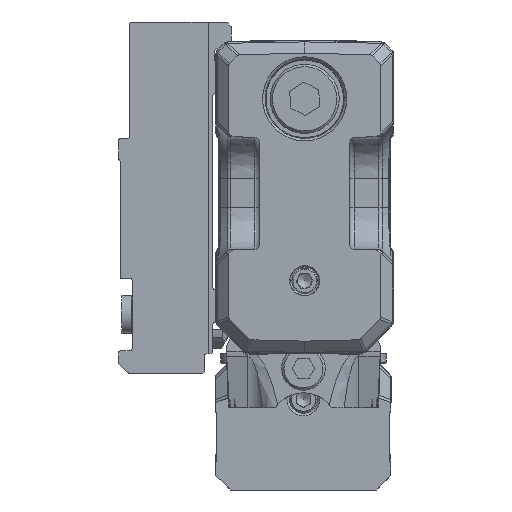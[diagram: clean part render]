
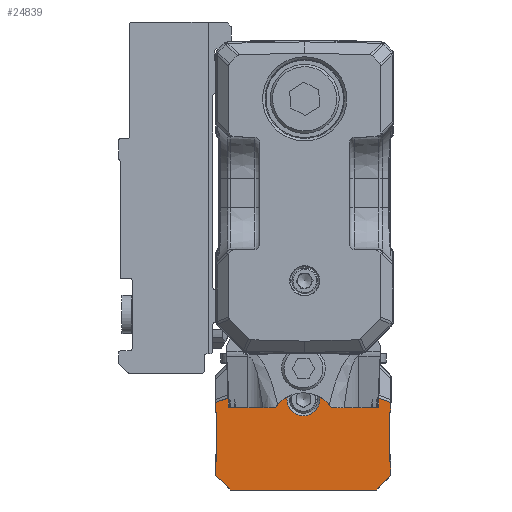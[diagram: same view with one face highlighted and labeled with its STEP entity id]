
A CAD part, front view. The second image highlights one B-rep face of the part: STEP entity #24839.
In plain terms, the highlighted planar face has unit normal (0, -1, 0).
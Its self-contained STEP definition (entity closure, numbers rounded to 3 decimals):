
#9644=FACE_BOUND('',#40922,.T.);
#9645=FACE_BOUND('',#40923,.T.);
#24839=ADVANCED_FACE('',(#9644,#9645),#28403,.F.);
#28403=PLANE('',#131299);
#40922=EDGE_LOOP('',(#69108,#69109,#69110,#69111,#69112,#69113,#69114,#69115,
#69116,#69117,#69118,#69119,#69120,#69121,#69122,#69123,#69124,#69125,#69126,
#69127,#69128,#69129));
#40923=EDGE_LOOP('',(#69130));
#69108=ORIENTED_EDGE('',*,*,#97097,.T.);
#69109=ORIENTED_EDGE('',*,*,#94192,.T.);
#69110=ORIENTED_EDGE('',*,*,#94193,.F.);
#69111=ORIENTED_EDGE('',*,*,#94211,.T.);
#69112=ORIENTED_EDGE('',*,*,#97096,.T.);
#69113=ORIENTED_EDGE('',*,*,#96845,.T.);
#69114=ORIENTED_EDGE('',*,*,#94779,.F.);
#69115=ORIENTED_EDGE('',*,*,#96912,.T.);
#69116=ORIENTED_EDGE('',*,*,#97084,.T.);
#69117=ORIENTED_EDGE('',*,*,#94266,.T.);
#69118=ORIENTED_EDGE('',*,*,#94252,.T.);
#69119=ORIENTED_EDGE('',*,*,#94241,.T.);
#69120=ORIENTED_EDGE('',*,*,#94766,.T.);
#69121=ORIENTED_EDGE('',*,*,#96915,.F.);
#69122=ORIENTED_EDGE('',*,*,#96563,.F.);
#69123=ORIENTED_EDGE('',*,*,#96565,.F.);
#69124=ORIENTED_EDGE('',*,*,#96974,.F.);
#69125=ORIENTED_EDGE('',*,*,#94717,.T.);
#69126=ORIENTED_EDGE('',*,*,#96976,.T.);
#69127=ORIENTED_EDGE('',*,*,#96870,.T.);
#69128=ORIENTED_EDGE('',*,*,#96869,.T.);
#69129=ORIENTED_EDGE('',*,*,#96550,.T.);
#69130=ORIENTED_EDGE('',*,*,#94493,.T.);
#80276=VERTEX_POINT('',#209736);
#80277=VERTEX_POINT('',#209738);
#80278=VERTEX_POINT('',#209742);
#80293=VERTEX_POINT('',#209776);
#80314=VERTEX_POINT('',#209833);
#80317=VERTEX_POINT('',#209838);
#80327=VERTEX_POINT('',#209862);
#80336=VERTEX_POINT('',#209886);
#80522=VERTEX_POINT('',#210450);
#80700=VERTEX_POINT('',#210957);
#80701=VERTEX_POINT('',#210959);
#80747=VERTEX_POINT('',#211118);
#80756=VERTEX_POINT('',#211142);
#80757=VERTEX_POINT('',#211144);
#81882=VERTEX_POINT('',#222764);
#81883=VERTEX_POINT('',#222766);
#81889=VERTEX_POINT('',#222787);
#81890=VERTEX_POINT('',#222789);
#81891=VERTEX_POINT('',#222793);
#82009=VERTEX_POINT('',#224473);
#82020=VERTEX_POINT('',#224556);
#82021=VERTEX_POINT('',#224560);
#82035=VERTEX_POINT('',#224715);
#94192=EDGE_CURVE('',#80276,#80277,#106036,.T.);
#94193=EDGE_CURVE('',#80278,#80277,#106037,.T.);
#94211=EDGE_CURVE('',#80278,#80293,#106050,.T.);
#94241=EDGE_CURVE('',#80314,#80317,#106071,.T.);
#94252=EDGE_CURVE('',#80327,#80314,#106077,.T.);
#94266=EDGE_CURVE('',#80336,#80327,#106088,.T.);
#94493=EDGE_CURVE('',#80522,#80522,#119841,.T.);
#94717=EDGE_CURVE('',#80701,#80700,#106300,.T.);
#94766=EDGE_CURVE('',#80317,#80747,#106319,.T.);
#94779=EDGE_CURVE('',#80756,#80757,#106329,.T.);
#96550=EDGE_CURVE('',#81883,#81882,#106957,.T.);
#96563=EDGE_CURVE('',#81890,#81889,#120401,.T.);
#96565=EDGE_CURVE('',#81891,#81890,#106970,.T.);
#96845=EDGE_CURVE('',#82009,#80757,#107118,.T.);
#96869=EDGE_CURVE('',#82020,#81883,#120435,.T.);
#96870=EDGE_CURVE('',#82021,#82020,#107134,.T.);
#96912=EDGE_CURVE('',#80756,#82035,#107168,.T.);
#96915=EDGE_CURVE('',#81889,#80747,#107171,.T.);
#96974=EDGE_CURVE('',#80701,#81891,#120451,.T.);
#96976=EDGE_CURVE('',#80700,#82021,#120452,.T.);
#97084=EDGE_CURVE('',#82035,#80336,#107269,.T.);
#97096=EDGE_CURVE('',#80293,#82009,#107281,.T.);
#97097=EDGE_CURVE('',#81882,#80276,#107282,.T.);
#106036=LINE('',#209739,#115228);
#106037=LINE('',#209741,#115229);
#106050=LINE('',#209777,#115242);
#106071=LINE('',#209839,#115263);
#106077=LINE('',#209861,#115269);
#106088=LINE('',#209889,#115280);
#106300=LINE('',#210958,#115492);
#106319=LINE('',#211119,#115511);
#106329=LINE('',#211143,#115521);
#106957=LINE('',#222765,#116222);
#106970=LINE('',#222794,#116235);
#107118=LINE('',#224475,#116383);
#107134=LINE('',#224559,#116399);
#107168=LINE('',#224716,#116433);
#107171=LINE('',#224722,#116436);
#107269=LINE('',#225389,#116534);
#107281=LINE('',#225419,#116546);
#107282=LINE('',#225422,#116547);
#115228=VECTOR('',#152262,1.);
#115229=VECTOR('',#152265,1.);
#115242=VECTOR('',#152292,1.);
#115263=VECTOR('',#152347,1.);
#115269=VECTOR('',#152367,1.);
#115280=VECTOR('',#152390,1.);
#115492=VECTOR('',#153332,1.);
#115511=VECTOR('',#153393,1.);
#115521=VECTOR('',#153413,1.);
#116222=VECTOR('',#156148,1.);
#116235=VECTOR('',#156175,1.);
#116383=VECTOR('',#156691,1.);
#116399=VECTOR('',#156773,1.);
#116433=VECTOR('',#156863,1.);
#116436=VECTOR('',#156870,1.);
#116534=VECTOR('',#157294,1.);
#116546=VECTOR('',#157342,1.);
#116547=VECTOR('',#157347,1.);
#119841=CIRCLE('',#129641,1.7);
#120401=CIRCLE('',#130866,0.8);
#120435=CIRCLE('',#131083,0.8);
#120451=CIRCLE('',#131175,0.8);
#120452=CIRCLE('',#131179,0.8);
#129641=AXIS2_PLACEMENT_3D('',#210449,#152867,#152868);
#130866=AXIS2_PLACEMENT_3D('',#222790,#156170,#156171);
#131083=AXIS2_PLACEMENT_3D('',#224557,#156769,#156770);
#131175=AXIS2_PLACEMENT_3D('',#225039,#157014,#157015);
#131179=AXIS2_PLACEMENT_3D('',#225044,#157023,#157024);
#131299=AXIS2_PLACEMENT_3D('',#225424,#157350,#157351);
#152262=DIRECTION('',(1.,0.,0.));
#152265=DIRECTION('',(0.,0.,1.));
#152292=DIRECTION('',(-1.,0.,0.));
#152347=DIRECTION('',(1.,0.,0.));
#152367=DIRECTION('',(0.,0.,1.));
#152390=DIRECTION('',(-1.,0.,0.));
#152867=DIRECTION('',(0.,1.,0.));
#152868=DIRECTION('',(-1.,0.,0.));
#153332=DIRECTION('',(-1.,0.,0.));
#153393=DIRECTION('',(0.,0.,1.));
#153413=DIRECTION('',(-1.,0.,0.));
#156148=DIRECTION('',(-0.94,0.,-0.342));
#156170=DIRECTION('',(0.,-1.,0.));
#156171=DIRECTION('',(-1.,0.,0.));
#156175=DIRECTION('',(-0.5,0.,-0.866));
#156691=DIRECTION('',(0.707,0.,-0.707));
#156769=DIRECTION('',(0.,1.,0.));
#156770=DIRECTION('',(-1.,0.,0.));
#156773=DIRECTION('',(0.5,0.,-0.866));
#156863=DIRECTION('',(0.707,0.,0.707));
#156870=DIRECTION('',(0.94,0.,-0.342));
#157014=DIRECTION('',(0.,1.,0.));
#157015=DIRECTION('',(-1.,0.,0.));
#157023=DIRECTION('',(0.,-1.,0.));
#157024=DIRECTION('',(-1.,0.,0.));
#157294=DIRECTION('',(0.,0.,1.));
#157342=DIRECTION('',(0.,0.,-1.));
#157347=DIRECTION('',(0.,0.,-1.));
#157350=DIRECTION('',(0.,1.,0.));
#157351=DIRECTION('',(0.,0.,1.));
#209736=CARTESIAN_POINT('',(-9.,177.5,-38.2));
#209738=CARTESIAN_POINT('',(-8.885,177.5,-38.2));
#209739=CARTESIAN_POINT('',(0.,177.5,-38.2));
#209741=CARTESIAN_POINT('',(-8.885,177.5,-46.2));
#209742=CARTESIAN_POINT('',(-8.885,177.5,-43.285));
#209776=CARTESIAN_POINT('',(-9.,177.5,-43.285));
#209777=CARTESIAN_POINT('',(0.,177.5,-43.285));
#209833=CARTESIAN_POINT('',(8.885,177.5,-38.2));
#209838=CARTESIAN_POINT('',(9.,177.5,-38.2));
#209839=CARTESIAN_POINT('',(0.,177.5,-38.2));
#209861=CARTESIAN_POINT('',(8.885,177.5,-46.2));
#209862=CARTESIAN_POINT('',(8.885,177.5,-43.285));
#209886=CARTESIAN_POINT('',(9.,177.5,-43.285));
#209889=CARTESIAN_POINT('',(0.,177.5,-43.285));
#210449=CARTESIAN_POINT('',(0.,177.5,-36.874));
#210450=CARTESIAN_POINT('',(-1.7,177.5,-36.874));
#210957=CARTESIAN_POINT('',(-5.922,177.5,-33.2));
#210958=CARTESIAN_POINT('',(0.,177.5,-33.2));
#210959=CARTESIAN_POINT('',(5.922,177.5,-33.2));
#211118=CARTESIAN_POINT('',(9.,177.5,-37.2));
#211119=CARTESIAN_POINT('',(9.,177.5,-46.2));
#211142=CARTESIAN_POINT('',(7.5,177.5,-46.2));
#211143=CARTESIAN_POINT('',(0.,177.5,-46.2));
#211144=CARTESIAN_POINT('',(-7.5,177.5,-46.2));
#222764=CARTESIAN_POINT('',(-9.,177.5,-37.2));
#222765=CARTESIAN_POINT('',(-3.945,177.5,-35.36));
#222766=CARTESIAN_POINT('',(-5.922,177.5,-36.08));
#222787=CARTESIAN_POINT('',(5.922,177.5,-36.08));
#222789=CARTESIAN_POINT('',(5.502,177.5,-34.928));
#222790=CARTESIAN_POINT('',(6.195,177.5,-35.328));
#222793=CARTESIAN_POINT('',(5.985,177.5,-34.092));
#222794=CARTESIAN_POINT('',(-0.754,177.5,-45.765));
#224473=CARTESIAN_POINT('',(-9.,177.5,-44.7));
#224475=CARTESIAN_POINT('',(-3.75,177.5,-49.95));
#224556=CARTESIAN_POINT('',(-5.502,177.5,-34.928));
#224557=CARTESIAN_POINT('',(-6.195,177.5,-35.328));
#224559=CARTESIAN_POINT('',(0.754,177.5,-45.765));
#224560=CARTESIAN_POINT('',(-5.985,177.5,-34.092));
#224715=CARTESIAN_POINT('',(9.,177.5,-44.7));
#224716=CARTESIAN_POINT('',(3.75,177.5,-49.95));
#224722=CARTESIAN_POINT('',(3.945,177.5,-35.36));
#225039=CARTESIAN_POINT('',(5.292,177.5,-33.692));
#225044=CARTESIAN_POINT('',(-5.292,177.5,-33.692));
#225389=CARTESIAN_POINT('',(9.,177.5,-46.2));
#225419=CARTESIAN_POINT('',(-9.,177.5,-46.2));
#225422=CARTESIAN_POINT('',(-9.,177.5,-46.2));
#225424=CARTESIAN_POINT('',(0.,177.5,-46.2));
